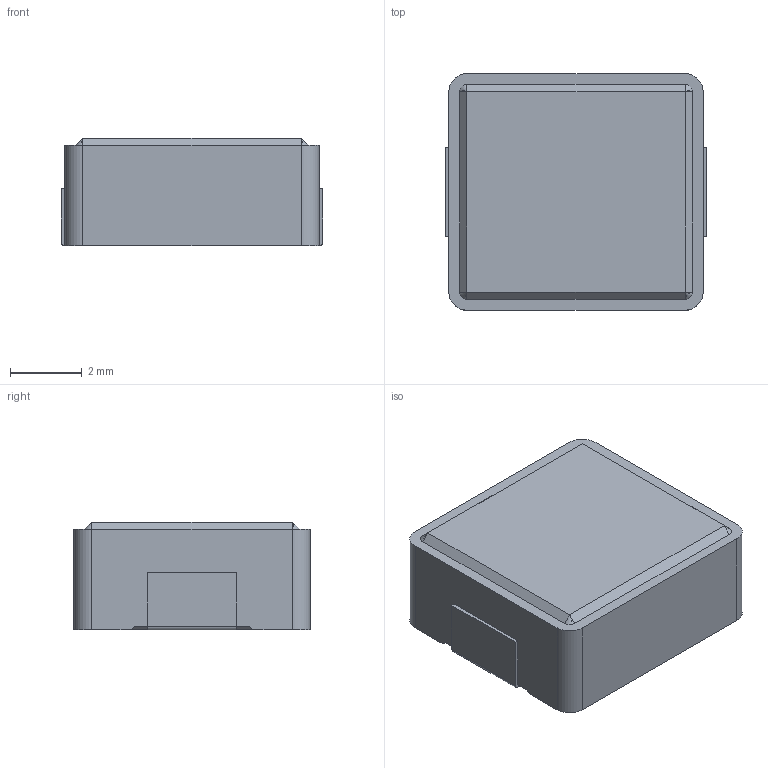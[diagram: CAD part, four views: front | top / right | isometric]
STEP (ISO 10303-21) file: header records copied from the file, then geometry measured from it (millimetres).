
FILE_DESCRIPTION (( 'STEP AP214' ), '1' );
FILE_NAME ('IND-SMD_L7.1-W6.6-1.step', '2022-07-09T00:48:38', ( '' ), ( '' ), 'SwSTEP 2.0', 'SolidWorks 2020', '' );
FILE_SCHEMA (( 'AUTOMOTIVE_DESIGN' ));
Length unit declared in the file: millimetre
Products named in the file (1): IND-SMD_L7.1-W6.6-1
Bounding box: 7.3 x 6.6 x 3.01 mm (x, y, z)
Volume: 138.1 mm3; surface area: 200.6 mm2
Topology: 3 solids, 3 shells, 328 faces, 885 edges, 586 vertices
Faces by surface type: plane 206, bspline 112, cylinder 6, cone 4
Entity records: 15021 total; most frequent: CARTESIAN_POINT 3900, ORIENTED_EDGE 1762, DIRECTION 1103, EDGE_CURVE 881, VECTOR 637, LINE 637, VERTEX_POINT 586, EDGE_LOOP 355
